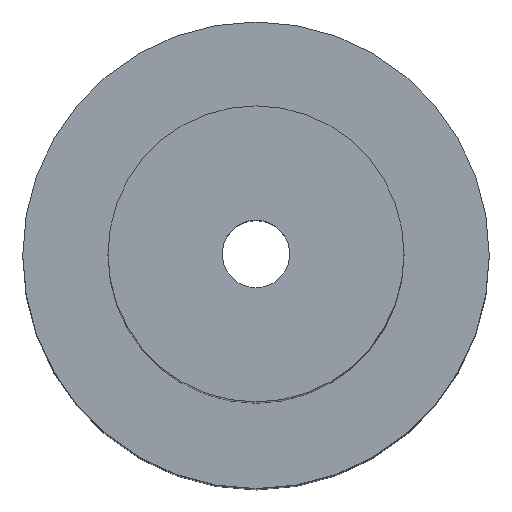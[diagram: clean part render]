
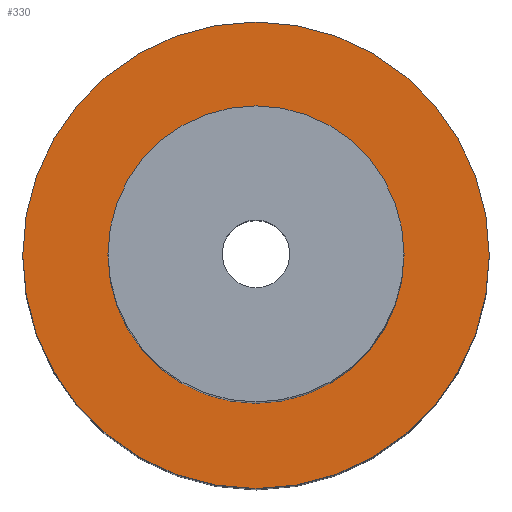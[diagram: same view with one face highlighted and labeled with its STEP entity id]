
A CAD part, top view. The second image highlights one B-rep face of the part: STEP entity #330.
In plain terms, the highlighted planar face has unit normal (0, 0, 1).
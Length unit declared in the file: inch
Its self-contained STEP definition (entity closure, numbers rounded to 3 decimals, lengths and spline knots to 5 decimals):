
#11=CARTESIAN_POINT('',(0.,0.,-0.08266));
#12=DIRECTION('',(0.,0.,1.));
#13=DIRECTION('',(0.,1.,0.));
#14=AXIS2_PLACEMENT_3D('',#11,#12,#13);
#20=CARTESIAN_POINT('',(0.,0.,-0.08266));
#21=DIRECTION('',(0.,0.,-1.));
#22=DIRECTION('',(0.,1.,0.));
#23=AXIS2_PLACEMENT_3D('',#20,#21,#22);
#29=CARTESIAN_POINT('',(0.,0.,-0.08266));
#30=DIRECTION('',(0.,0.,1.));
#31=DIRECTION('',(0.,1.,0.));
#32=AXIS2_PLACEMENT_3D('',#29,#30,#31);
#34=CARTESIAN_POINT('',(0.,0.,-0.08266));
#35=DIRECTION('',(0.,0.,-1.));
#36=DIRECTION('',(0.,1.,0.));
#37=AXIS2_PLACEMENT_3D('',#34,#35,#36);
#234=CARTESIAN_POINT('',(0.,0.145,-0.08266));
#236=VERTEX_POINT('',#234);
#237=CARTESIAN_POINT('',(0.,0.092,-0.08266));
#239=VERTEX_POINT('',#237);
#262=CARTESIAN_POINT('',(0.,-0.145,-0.08266));
#264=VERTEX_POINT('',#262);
#265=CARTESIAN_POINT('',(0.,-0.092,-0.08266));
#267=VERTEX_POINT('',#265);
#315=CARTESIAN_POINT('',(0.,0.,-0.08266));
#316=DIRECTION('',(0.,0.,1.));
#317=DIRECTION('',(0.,1.,0.));
#318=AXIS2_PLACEMENT_3D('',#315,#316,#317);
#319=PLANE('',#318);
#321=ORIENTED_EDGE('',*,*,#320,.F.);
#323=ORIENTED_EDGE('',*,*,#322,.T.);
#324=EDGE_LOOP('',(#321,#323));
#325=FACE_OUTER_BOUND('',#324,.F.);
#326=ORIENTED_EDGE('',*,*,#308,.F.);
#327=ORIENTED_EDGE('',*,*,#297,.T.);
#328=EDGE_LOOP('',(#326,#327));
#329=FACE_BOUND('',#328,.F.);
#330=ADVANCED_FACE('',(#325,#329),#319,.T.);
#15=CIRCLE('',#14,0.092);
#24=CIRCLE('',#23,0.092);
#33=CIRCLE('',#32,0.145);
#38=CIRCLE('',#37,0.145);
#297=EDGE_CURVE('',#239,#267,#15,.T.);
#308=EDGE_CURVE('',#239,#267,#24,.T.);
#320=EDGE_CURVE('',#236,#264,#33,.T.);
#322=EDGE_CURVE('',#236,#264,#38,.T.);
